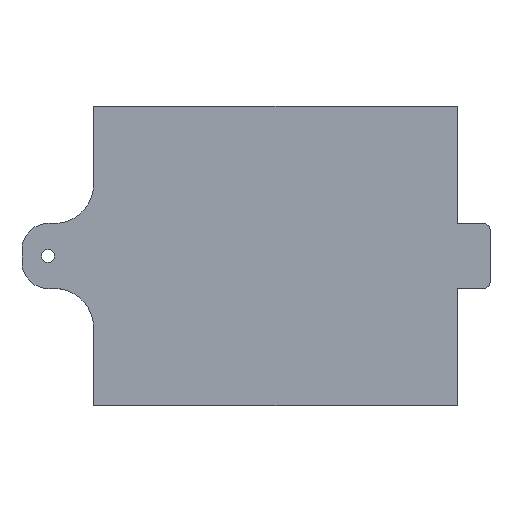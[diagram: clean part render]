
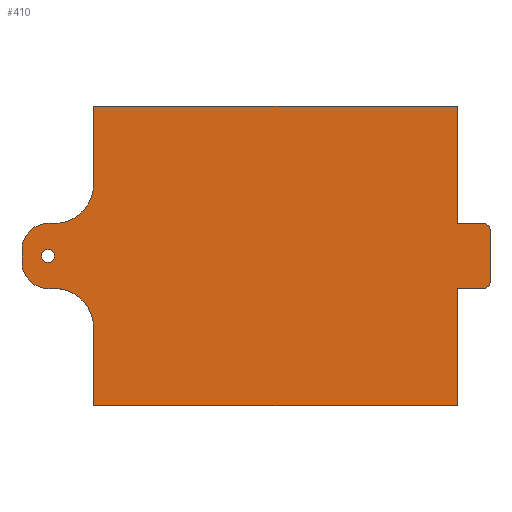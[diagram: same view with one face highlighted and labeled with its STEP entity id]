
A CAD part, top view. The second image highlights one B-rep face of the part: STEP entity #410.
In plain terms, the highlighted planar face has unit normal (0, 0, 1).
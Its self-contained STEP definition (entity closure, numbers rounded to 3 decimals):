
#15=FACE_BOUND('',#72,.T.);
#29=PLANE('',#468);
#50=FACE_OUTER_BOUND('',#71,.T.);
#71=EDGE_LOOP('',(#346,#347,#348,#349,#350,#351,#352,#353,#354,#355,#356,
#357,#358,#359,#360,#361,#362,#363));
#72=EDGE_LOOP('',(#364));
#78=LINE('',#599,#121);
#82=LINE('',#611,#125);
#86=LINE('',#623,#129);
#90=LINE('',#635,#133);
#94=LINE('',#647,#137);
#97=LINE('',#653,#140);
#100=LINE('',#659,#143);
#103=LINE('',#665,#146);
#107=LINE('',#677,#150);
#111=LINE('',#689,#154);
#114=LINE('',#695,#157);
#117=LINE('',#699,#160);
#121=VECTOR('',#483,10.);
#125=VECTOR('',#495,10.);
#129=VECTOR('',#507,10.);
#133=VECTOR('',#519,10.);
#137=VECTOR('',#531,10.);
#140=VECTOR('',#536,10.);
#143=VECTOR('',#541,10.);
#146=VECTOR('',#546,10.);
#150=VECTOR('',#558,10.);
#154=VECTOR('',#570,10.);
#157=VECTOR('',#575,10.);
#160=VECTOR('',#580,10.);
#161=CIRCLE('',#436,1.);
#164=CIRCLE('',#441,6.);
#166=CIRCLE('',#445,4.);
#168=CIRCLE('',#449,4.);
#170=CIRCLE('',#453,6.);
#172=CIRCLE('',#460,1.);
#174=CIRCLE('',#464,1.);
#175=VERTEX_POINT('',#587);
#179=VERTEX_POINT('',#596);
#180=VERTEX_POINT('',#598);
#182=VERTEX_POINT('',#604);
#184=VERTEX_POINT('',#610);
#186=VERTEX_POINT('',#616);
#188=VERTEX_POINT('',#622);
#190=VERTEX_POINT('',#628);
#192=VERTEX_POINT('',#634);
#194=VERTEX_POINT('',#640);
#196=VERTEX_POINT('',#646);
#198=VERTEX_POINT('',#652);
#200=VERTEX_POINT('',#658);
#202=VERTEX_POINT('',#664);
#204=VERTEX_POINT('',#670);
#206=VERTEX_POINT('',#676);
#208=VERTEX_POINT('',#682);
#210=VERTEX_POINT('',#688);
#212=VERTEX_POINT('',#694);
#213=EDGE_CURVE('',#175,#175,#161,.T.);
#218=EDGE_CURVE('',#180,#179,#78,.T.);
#221=EDGE_CURVE('',#182,#180,#164,.T.);
#224=EDGE_CURVE('',#184,#182,#82,.T.);
#227=EDGE_CURVE('',#186,#184,#166,.T.);
#230=EDGE_CURVE('',#188,#186,#86,.T.);
#233=EDGE_CURVE('',#190,#188,#168,.T.);
#236=EDGE_CURVE('',#192,#190,#90,.T.);
#239=EDGE_CURVE('',#194,#192,#170,.T.);
#242=EDGE_CURVE('',#196,#194,#94,.T.);
#245=EDGE_CURVE('',#198,#196,#97,.T.);
#248=EDGE_CURVE('',#200,#198,#100,.T.);
#251=EDGE_CURVE('',#202,#200,#103,.T.);
#254=EDGE_CURVE('',#204,#202,#172,.T.);
#257=EDGE_CURVE('',#206,#204,#107,.T.);
#260=EDGE_CURVE('',#208,#206,#174,.T.);
#263=EDGE_CURVE('',#210,#208,#111,.T.);
#266=EDGE_CURVE('',#212,#210,#114,.T.);
#269=EDGE_CURVE('',#179,#212,#117,.T.);
#346=ORIENTED_EDGE('',*,*,#269,.T.);
#347=ORIENTED_EDGE('',*,*,#266,.T.);
#348=ORIENTED_EDGE('',*,*,#263,.T.);
#349=ORIENTED_EDGE('',*,*,#260,.T.);
#350=ORIENTED_EDGE('',*,*,#257,.T.);
#351=ORIENTED_EDGE('',*,*,#254,.T.);
#352=ORIENTED_EDGE('',*,*,#251,.T.);
#353=ORIENTED_EDGE('',*,*,#248,.T.);
#354=ORIENTED_EDGE('',*,*,#245,.T.);
#355=ORIENTED_EDGE('',*,*,#242,.T.);
#356=ORIENTED_EDGE('',*,*,#239,.T.);
#357=ORIENTED_EDGE('',*,*,#236,.T.);
#358=ORIENTED_EDGE('',*,*,#233,.T.);
#359=ORIENTED_EDGE('',*,*,#230,.T.);
#360=ORIENTED_EDGE('',*,*,#227,.T.);
#361=ORIENTED_EDGE('',*,*,#224,.T.);
#362=ORIENTED_EDGE('',*,*,#221,.T.);
#363=ORIENTED_EDGE('',*,*,#218,.T.);
#364=ORIENTED_EDGE('',*,*,#213,.T.);
#410=ADVANCED_FACE('',(#50,#15),#29,.T.);
#436=AXIS2_PLACEMENT_3D('',#588,#474,#475);
#441=AXIS2_PLACEMENT_3D('',#605,#489,#490);
#445=AXIS2_PLACEMENT_3D('',#617,#501,#502);
#449=AXIS2_PLACEMENT_3D('',#629,#513,#514);
#453=AXIS2_PLACEMENT_3D('',#641,#525,#526);
#460=AXIS2_PLACEMENT_3D('',#671,#552,#553);
#464=AXIS2_PLACEMENT_3D('',#683,#564,#565);
#468=AXIS2_PLACEMENT_3D('',#700,#581,#582);
#474=DIRECTION('center_axis',(0.,0.,-1.));
#475=DIRECTION('ref_axis',(1.,0.,0.));
#483=DIRECTION('',(0.,-1.,0.));
#489=DIRECTION('center_axis',(0.,0.,-1.));
#490=DIRECTION('ref_axis',(-1.,0.,0.));
#495=DIRECTION('',(1.,0.,0.));
#501=DIRECTION('center_axis',(0.,0.,1.));
#502=DIRECTION('ref_axis',(-1.,0.,0.));
#507=DIRECTION('',(0.,-1.,0.));
#513=DIRECTION('center_axis',(0.,0.,1.));
#514=DIRECTION('ref_axis',(0.,1.,0.));
#519=DIRECTION('',(-1.,0.,0.));
#525=DIRECTION('center_axis',(0.,0.,-1.));
#526=DIRECTION('ref_axis',(0.,1.,0.));
#531=DIRECTION('',(0.,-1.,0.));
#536=DIRECTION('',(-1.,0.,0.));
#541=DIRECTION('',(0.,1.,0.));
#546=DIRECTION('',(-1.,0.,0.));
#552=DIRECTION('center_axis',(0.,0.,1.));
#553=DIRECTION('ref_axis',(1.,0.,0.));
#558=DIRECTION('',(0.,1.,0.));
#564=DIRECTION('center_axis',(0.,0.,1.));
#565=DIRECTION('ref_axis',(0.,-1.,0.));
#570=DIRECTION('',(1.,0.,0.));
#575=DIRECTION('',(0.,1.,0.));
#580=DIRECTION('',(1.,0.,0.));
#581=DIRECTION('center_axis',(0.,0.,1.));
#582=DIRECTION('ref_axis',(1.,0.,0.));
#587=CARTESIAN_POINT('',(-7.,-24.,2.));
#588=CARTESIAN_POINT('Origin',(-6.,-24.,2.));
#596=CARTESIAN_POINT('',(1.,-47.,2.));
#598=CARTESIAN_POINT('',(1.,-35.,2.));
#599=CARTESIAN_POINT('',(1.,-35.,2.));
#604=CARTESIAN_POINT('',(-5.,-29.,2.));
#605=CARTESIAN_POINT('Origin',(-5.,-35.,2.));
#610=CARTESIAN_POINT('',(-6.,-29.,2.));
#611=CARTESIAN_POINT('',(-6.,-29.,2.));
#616=CARTESIAN_POINT('',(-10.,-25.,2.));
#617=CARTESIAN_POINT('Origin',(-6.,-25.,2.));
#622=CARTESIAN_POINT('',(-10.,-23.,2.));
#623=CARTESIAN_POINT('',(-10.,-23.,2.));
#628=CARTESIAN_POINT('',(-6.,-19.,2.));
#629=CARTESIAN_POINT('Origin',(-6.,-23.,2.));
#634=CARTESIAN_POINT('',(-5.,-19.,2.));
#635=CARTESIAN_POINT('',(-5.,-19.,2.));
#640=CARTESIAN_POINT('',(1.,-13.,2.));
#641=CARTESIAN_POINT('Origin',(-5.,-13.,2.));
#646=CARTESIAN_POINT('',(1.,-1.,2.));
#647=CARTESIAN_POINT('',(1.,-1.,2.));
#652=CARTESIAN_POINT('',(57.,-1.,2.));
#653=CARTESIAN_POINT('',(57.,-1.,2.));
#658=CARTESIAN_POINT('',(57.,-19.,2.));
#659=CARTESIAN_POINT('',(57.,-19.,2.));
#664=CARTESIAN_POINT('',(61.,-19.,2.));
#665=CARTESIAN_POINT('',(61.,-19.,2.));
#670=CARTESIAN_POINT('',(62.,-20.,2.));
#671=CARTESIAN_POINT('Origin',(61.,-20.,2.));
#676=CARTESIAN_POINT('',(62.,-28.,2.));
#677=CARTESIAN_POINT('',(62.,-28.,2.));
#682=CARTESIAN_POINT('',(61.,-29.,2.));
#683=CARTESIAN_POINT('Origin',(61.,-28.,2.));
#688=CARTESIAN_POINT('',(57.,-29.,2.));
#689=CARTESIAN_POINT('',(57.,-29.,2.));
#694=CARTESIAN_POINT('',(57.,-47.,2.));
#695=CARTESIAN_POINT('',(57.,-47.,2.));
#699=CARTESIAN_POINT('',(1.,-47.,2.));
#700=CARTESIAN_POINT('Origin',(26.,-24.,2.));
